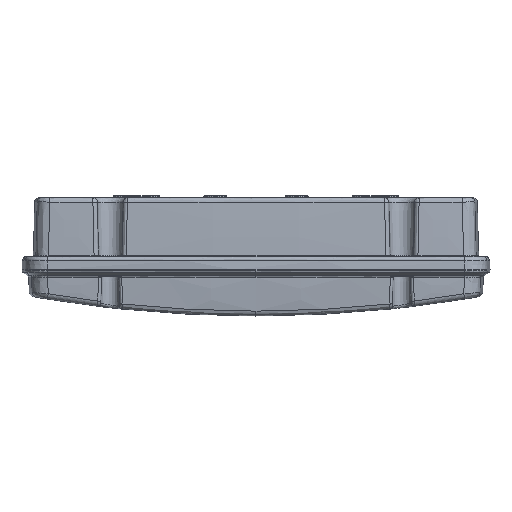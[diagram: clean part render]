
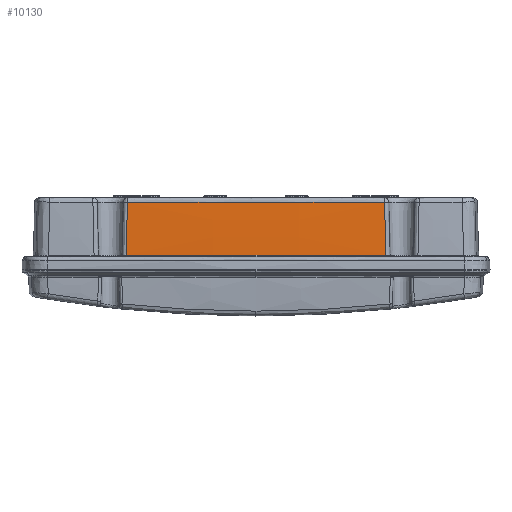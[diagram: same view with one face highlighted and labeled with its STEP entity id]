
A CAD part, front view. The second image highlights one B-rep face of the part: STEP entity #10130.
In plain terms, the highlighted free-form (B-spline) face has degree [3, 3] with [4, 4] control points.
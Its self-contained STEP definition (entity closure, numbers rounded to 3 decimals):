
#2768 = CARTESIAN_POINT ( 'NONE',  ( -75.475, 30.029, -4.149 ) ) ;
#6202 = CARTESIAN_POINT ( 'NONE',  ( -74.781, -89.022, -40.501 ) ) ;
#6855 = CARTESIAN_POINT ( 'NONE',  ( -74.341, 88.398, -14.739 ) ) ;
#7550 = EDGE_LOOP ( 'NONE', ( #28866, #17442, #26666, #58267 ) ) ;
#8654 = CARTESIAN_POINT ( 'NONE',  ( -76.399, -30.037, -28.377 ) ) ;
#9010 = CARTESIAN_POINT ( 'NONE',  ( -76.415, 30.038, -40.501 ) ) ;
#9332 = DIRECTION ( 'NONE',  ( 1., 0., 0. ) ) ;
#9586 = B_SPLINE_CURVE_WITH_KNOTS ( 'NONE', 3,
 ( #45620, #34998, #6855, #67999, #57297, #17861 ),
 .UNSPECIFIED., .F., .F.,
 ( 4, 2, 4 ),
 ( 0., 0.5, 1. ),
 .UNSPECIFIED. ) ;
#10130 = ADVANCED_FACE ( 'NONE', ( #48237 ), #42383, .T. ) ;
#10798 = CARTESIAN_POINT ( 'NONE',  ( 3177.75, 0., -4.149 ) ) ;
#15636 = VERTEX_POINT ( 'NONE', #6202 ) ;
#16045 = CIRCLE ( 'NONE', #19716, 3252.809 ) ;
#17442 = ORIENTED_EDGE ( 'NONE', *, *, #71442, .T. ) ;
#17861 = CARTESIAN_POINT ( 'NONE',  ( -74.781, 89.022, -40.501 ) ) ;
#19267 = CARTESIAN_POINT ( 'NONE',  ( -74.736, 90.089, -28.377 ) ) ;
#19470 = CARTESIAN_POINT ( 'NONE',  ( -74.781, -89.022, -40.501 ) ) ;
#19716 = AXIS2_PLACEMENT_3D ( 'NONE', #10798, #33037, #32667 ) ;
#20006 = CARTESIAN_POINT ( 'NONE',  ( -73.812, -90.064, -4.149 ) ) ;
#20879 = CARTESIAN_POINT ( 'NONE',  ( -73.863, 88.196, -4.149 ) ) ;
#26327 = VERTEX_POINT ( 'NONE', #36387 ) ;
#26666 = ORIENTED_EDGE ( 'NONE', *, *, #70944, .T. ) ;
#28145 = AXIS2_PLACEMENT_3D ( 'NONE', #58295, #47311, #9332 ) ;
#28866 = ORIENTED_EDGE ( 'NONE', *, *, #62671, .T. ) ;
#30884 = CARTESIAN_POINT ( 'NONE',  ( -73.812, 90.064, -4.149 ) ) ;
#32667 = DIRECTION ( 'NONE',  ( -0.999, 0.044, 0. ) ) ;
#33037 = DIRECTION ( 'NONE',  ( 0., 0., 1. ) ) ;
#34998 = CARTESIAN_POINT ( 'NONE',  ( -74.115, 88.284, -9.189 ) ) ;
#36092 = VERTEX_POINT ( 'NONE', #20879 ) ;
#36387 = CARTESIAN_POINT ( 'NONE',  ( -74.781, 89.022, -40.501 ) ) ;
#36796 = CARTESIAN_POINT ( 'NONE',  ( -74.736, -90.089, -28.377 ) ) ;
#39350 = VERTEX_POINT ( 'NONE', #64377 ) ;
#41406 = CARTESIAN_POINT ( 'NONE',  ( -74.115, -88.284, -9.188 ) ) ;
#41924 = CARTESIAN_POINT ( 'NONE',  ( -76.399, 30.037, -28.377 ) ) ;
#42383 =( BOUNDED_SURFACE ( )  B_SPLINE_SURFACE ( 3, 3, ( 
 ( #30884, #2768, #57991, #20006 ),
 ( #64642, #47733, #58357, #69421 ),
 ( #19267, #41924, #8654, #36796 ),
 ( #70159, #9010, #42631, #53201 ) ),
 .UNSPECIFIED., .F., .F., .F. ) 
 B_SPLINE_SURFACE_WITH_KNOTS ( ( 4, 4 ),
 ( 4, 4 ),
 ( 0., 1. ),
 ( 0., 1. ),
 .UNSPECIFIED. ) 
 GEOMETRIC_REPRESENTATION_ITEM ( )  RATIONAL_B_SPLINE_SURFACE ( (
 ( 1., 1., 1., 1.),
 ( 1., 1., 1., 1.),
 ( 1., 1., 1., 1.),
 ( 1., 1., 1., 1.) ) ) 
 REPRESENTATION_ITEM ( '' )  SURFACE ( )  );
#42631 = CARTESIAN_POINT ( 'NONE',  ( -76.415, -30.038, -40.501 ) ) ;
#45620 = CARTESIAN_POINT ( 'NONE',  ( -73.863, 88.196, -4.149 ) ) ;
#47311 = DIRECTION ( 'NONE',  ( 0., 0., 1. ) ) ;
#47733 = CARTESIAN_POINT ( 'NONE',  ( -76.085, 30.035, -16.258 ) ) ;
#48237 = FACE_OUTER_BOUND ( 'NONE', #7550, .T. ) ;
#53201 = CARTESIAN_POINT ( 'NONE',  ( -74.752, -90.09, -40.501 ) ) ;
#53410 = CARTESIAN_POINT ( 'NONE',  ( -74.672, -88.674, -26.856 ) ) ;
#57118 = B_SPLINE_CURVE_WITH_KNOTS ( 'NONE', 3,
 ( #19470, #59285, #53410, #58931, #41406, #68893 ),
 .UNSPECIFIED., .F., .F.,
 ( 4, 2, 4 ),
 ( 0., 0.5, 1. ),
 .UNSPECIFIED. ) ;
#57297 = CARTESIAN_POINT ( 'NONE',  ( -74.777, 88.837, -33.426 ) ) ;
#57991 = CARTESIAN_POINT ( 'NONE',  ( -75.475, -30.029, -4.149 ) ) ;
#58267 = ORIENTED_EDGE ( 'NONE', *, *, #66751, .F. ) ;
#58295 = CARTESIAN_POINT ( 'NONE',  ( 3177.75, 0., -40.501 ) ) ;
#58357 = CARTESIAN_POINT ( 'NONE',  ( -76.085, -30.035, -16.258 ) ) ;
#58931 = CARTESIAN_POINT ( 'NONE',  ( -74.341, -88.398, -14.738 ) ) ;
#59285 = CARTESIAN_POINT ( 'NONE',  ( -74.777, -88.837, -33.426 ) ) ;
#59692 = CIRCLE ( 'NONE', #28145, 3253.749 ) ;
#62671 = EDGE_CURVE ( 'NONE', #36092, #26327, #9586, .T. ) ;
#64377 = CARTESIAN_POINT ( 'NONE',  ( -73.863, -88.196, -4.149 ) ) ;
#64642 = CARTESIAN_POINT ( 'NONE',  ( -74.422, 90.081, -16.258 ) ) ;
#66751 = EDGE_CURVE ( 'NONE', #36092, #39350, #16045, .T. ) ;
#67999 = CARTESIAN_POINT ( 'NONE',  ( -74.672, 88.674, -26.858 ) ) ;
#68893 = CARTESIAN_POINT ( 'NONE',  ( -73.863, -88.196, -4.149 ) ) ;
#69421 = CARTESIAN_POINT ( 'NONE',  ( -74.422, -90.081, -16.258 ) ) ;
#70159 = CARTESIAN_POINT ( 'NONE',  ( -74.752, 90.09, -40.501 ) ) ;
#70944 = EDGE_CURVE ( 'NONE', #15636, #39350, #57118, .T. ) ;
#71442 = EDGE_CURVE ( 'NONE', #26327, #15636, #59692, .T. ) ;
